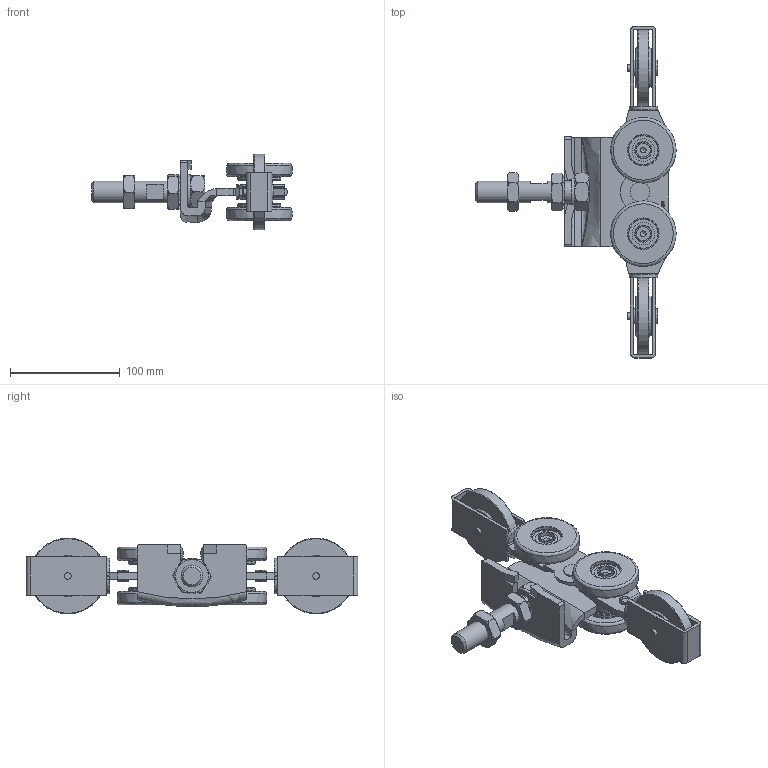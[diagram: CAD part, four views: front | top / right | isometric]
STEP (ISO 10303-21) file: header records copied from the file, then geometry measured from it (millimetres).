
FILE_DESCRIPTION(/* description */ (''),/* implementation_level */ '2;1');
FILE_NAME(/* name */ '9262SE.stp',/* time_stamp */ '2015-07-01T11:11:34+02:00',/* author */ ('Didierr'),/* organization */ (''),/* preprocessor_version */ 'ST-DEVELOPER v15.6',/* originating_system */ 'Autodesk Inventor 2015',/* authorisation */ '');
FILE_SCHEMA (('AUTOMOTIVE_DESIGN { 1 0 10303 214 3 1 1 }'));
Length unit declared in the file: millimetre
Products named in the file (1): Pièce1
Bounding box: 182.5 x 302 x 69 mm (x, y, z)
Volume: 422578.9 mm3; surface area: 165676 mm2
Topology: 35 solids, 47 shells, 953 faces, 2455 edges, 1605 vertices
Faces by surface type: plane 399, cylinder 261, torus 122, bspline 89, cone 54, sphere 28
Full cylindrical faces by diameter (mm): 2.5 x8, 5.2 x2, 6 x2, 10.4 x4, 12.5 x4, 14 x2, 14.8 x4, 15 x6, 15.2 x4, 15.8 x1, 16.2 x2, 16.3 x1, 18 x3, 20 x7, 20.5 x1, 20.542 x8, 24 x4, 26.458 x8, 28 x4, 32 x5, 32.05 x8, 34.4 x4, 39 x4, 69 x2
Entity records: 30320 total; most frequent: CARTESIAN_POINT 7445, ORIENTED_EDGE 4474, DIRECTION 4348, EDGE_CURVE 2189, AXIS2_PLACEMENT_3D 1707, VERTEX_POINT 1535, EDGE_LOOP 1288, ADVANCED_FACE 953
